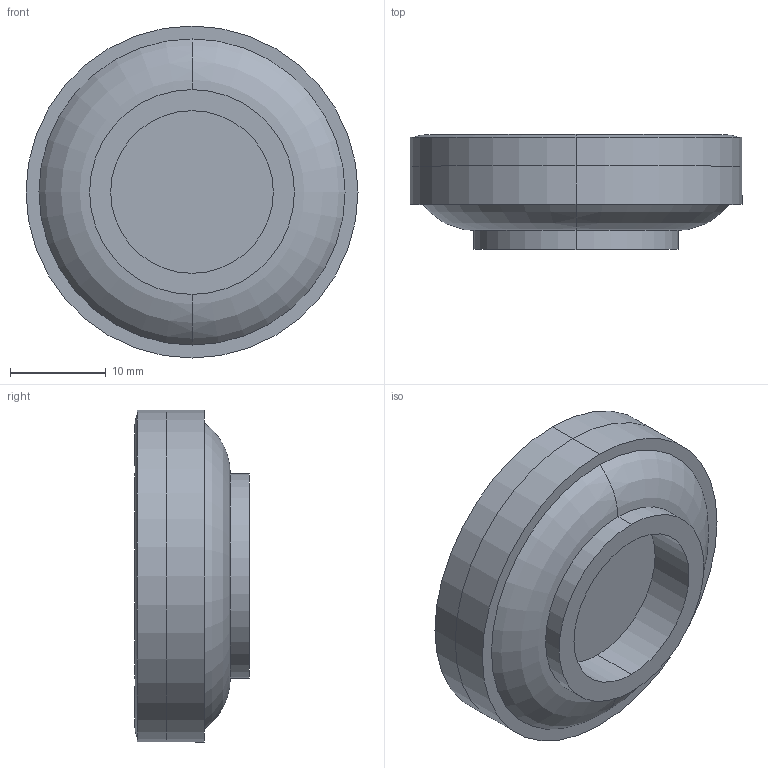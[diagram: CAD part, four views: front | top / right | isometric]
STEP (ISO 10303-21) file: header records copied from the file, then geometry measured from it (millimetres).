
FILE_DESCRIPTION (( 'STEP AP214' ), '1' );
FILE_NAME ('CAO_ClapetCompresseur.STEP', '2020-03-04T15:54:45', ( '' ), ( '' ), 'SwSTEP 2.0', 'SolidWorks 2017', '' );
FILE_SCHEMA (( 'AUTOMOTIVE_DESIGN' ));
Length unit declared in the file: millimetre
Products named in the file (2): CAO_ClapetCompresseur
Bounding box: 34.7 x 12 x 34.7 mm (x, y, z)
Volume: 8153.2 mm3; surface area: 5085 mm2
Topology: 2 solids, 2 shells, 34 faces, 64 edges, 42 vertices
Faces by surface type: plane 12, torus 8, cylinder 8, cone 6
Entity records: 940 total; most frequent: DIRECTION 186, CARTESIAN_POINT 142, ORIENTED_EDGE 128, AXIS2_PLACEMENT_3D 86, EDGE_CURVE 64, CIRCLE 50, EDGE_LOOP 42, VERTEX_POINT 42
